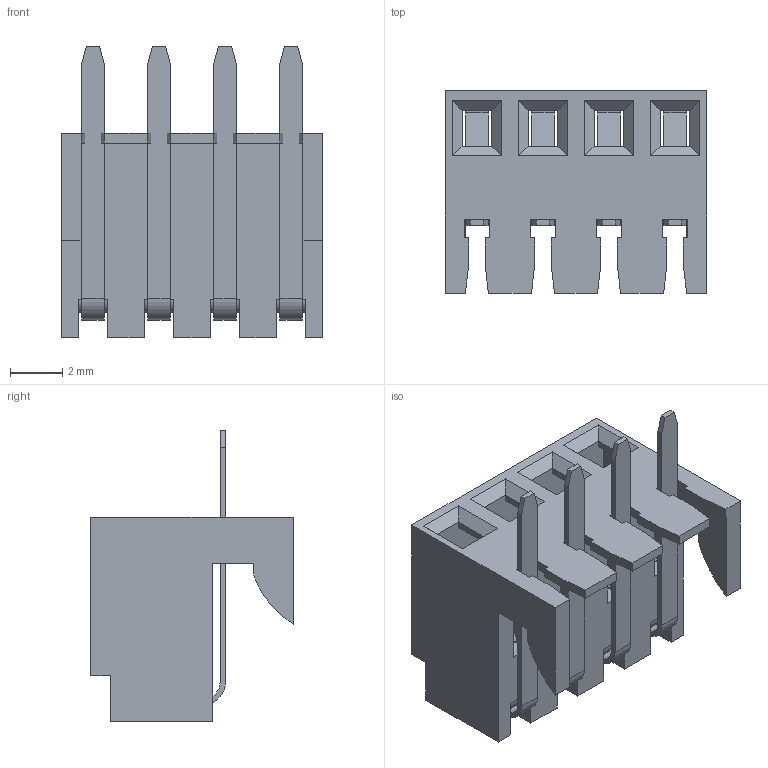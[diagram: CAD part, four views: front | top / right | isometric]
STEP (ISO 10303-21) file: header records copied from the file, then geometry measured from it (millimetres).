
FILE_DESCRIPTION(('STEP AP203'),'1');
FILE_NAME('22-14-2044.stp','2019-11-09T00:43:14',('TraceParts'),('TraceParts S.A.'),'Spatial InterOp 3D',' ',' ');
FILE_SCHEMA(('CONFIG_CONTROL_DESIGN'));
Length unit declared in the file: millimetre
Products named in the file (1): 1
Bounding box: 10.06 x 7.8 x 11.23 mm (x, y, z)
Volume: 181.5 mm3; surface area: 767.8 mm2
Topology: 1 solids, 1 shells, 270 faces, 778 edges, 522 vertices
Faces by surface type: plane 206, cylinder 64
Entity records: 8845 total; most frequent: CARTESIAN_POINT 1556, ORIENTED_EDGE 1540, DIRECTION 1466, EDGE_CURVE 770, LINE 634, VECTOR 634, VERTEX_POINT 506, AXIS2_PLACEMENT_3D 416
